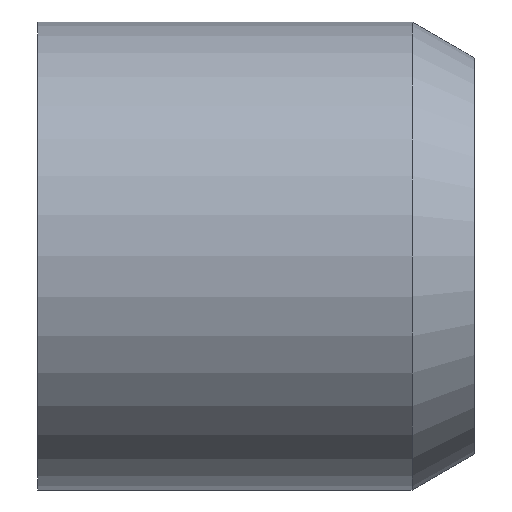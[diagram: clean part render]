
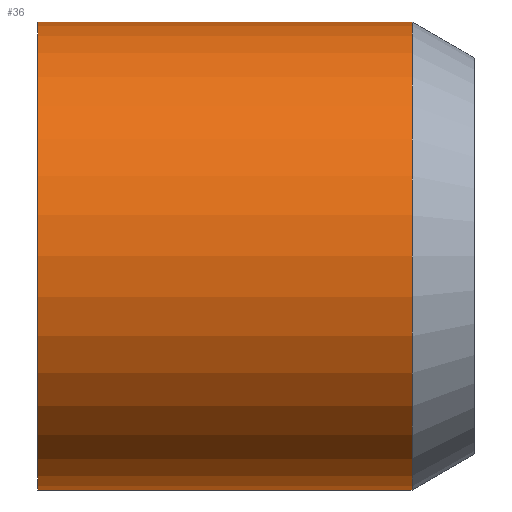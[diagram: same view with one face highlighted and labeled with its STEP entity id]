
A CAD part, left-side view. The second image highlights one B-rep face of the part: STEP entity #36.
In plain terms, the highlighted cylindrical face has radius 7.5 mm (diameter 15 mm), a full revolution.
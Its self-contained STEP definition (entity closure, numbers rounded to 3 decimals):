
#36 = ADVANCED_FACE( '', ( #71, #72 ), #73, .T. );
#71 = FACE_OUTER_BOUND( '', #102, .T. );
#72 = FACE_OUTER_BOUND( '', #103, .T. );
#73 = CYLINDRICAL_SURFACE( '', #104, 7.5 );
#102 = EDGE_LOOP( '', ( #133 ) );
#103 = EDGE_LOOP( '', ( #134 ) );
#104 = AXIS2_PLACEMENT_3D( '', #135, #136, #137 );
#133 = ORIENTED_EDGE( '', *, *, #158, .T. );
#134 = ORIENTED_EDGE( '', *, *, #151, .F. );
#135 = CARTESIAN_POINT( '', ( 0., 0., 0. ) );
#136 = DIRECTION( '', ( 0., 1., 0. ) );
#137 = DIRECTION( '', ( 0., 0., -1. ) );
#151 = EDGE_CURVE( '', #163, #163, #164, .T. );
#158 = EDGE_CURVE( '', #175, #175, #176, .T. );
#163 = VERTEX_POINT( '', #181 );
#164 = CIRCLE( '', #182, 7.5 );
#175 = VERTEX_POINT( '', #193 );
#176 = CIRCLE( '', #194, 7.5 );
#181 = CARTESIAN_POINT( '', ( 0., 2., -7.5 ) );
#182 = AXIS2_PLACEMENT_3D( '', #198, #199, #200 );
#193 = CARTESIAN_POINT( '', ( 0., 14., -7.5 ) );
#194 = AXIS2_PLACEMENT_3D( '', #213, #214, #215 );
#198 = CARTESIAN_POINT( '', ( 0., 2., 0. ) );
#199 = DIRECTION( '', ( 0., -1., 0. ) );
#200 = DIRECTION( '', ( 0., 0., -1. ) );
#213 = CARTESIAN_POINT( '', ( 0., 14., 0. ) );
#214 = DIRECTION( '', ( 0., -1., 0. ) );
#215 = DIRECTION( '', ( 0., 0., -1. ) );
